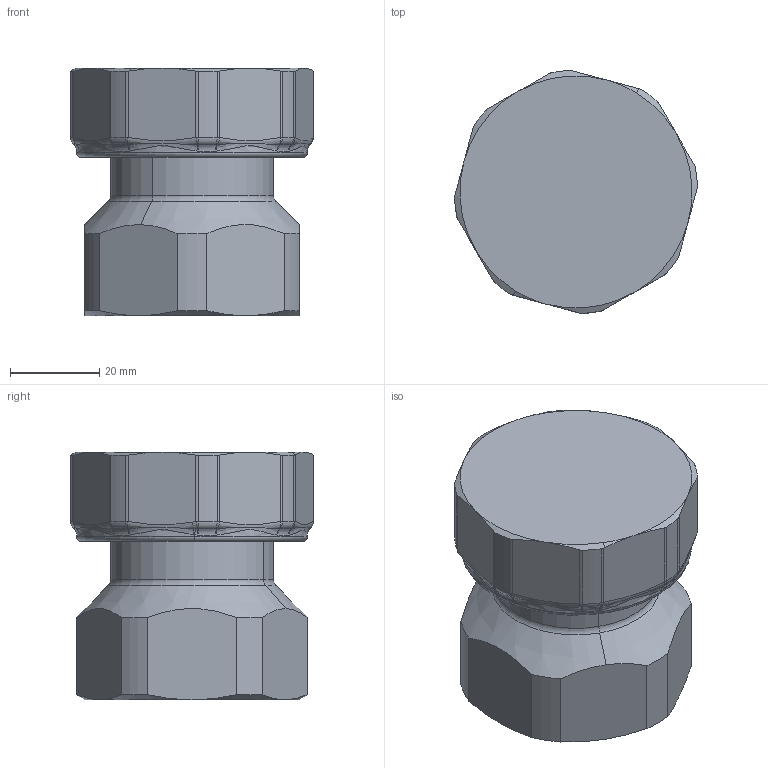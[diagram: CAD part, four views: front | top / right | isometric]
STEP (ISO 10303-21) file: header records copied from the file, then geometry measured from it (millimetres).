
FILE_DESCRIPTION(('CATIA V5 STEP Exchange'),'2;1');
FILE_NAME('F49647 (STP).stp','2016-02-16T14:04:30+00:00',('none'),('none'),'Version 5-6 Release 2012','CATIA V5 STEP AP203','none');
FILE_SCHEMA(('CONFIG_CONTROL_DESIGN'));
Length unit declared in the file: millimetre
Products named in the file (1): F49647 - TST
Bounding box: 54.42 x 54.42 x 55.5 mm (x, y, z)
Volume: 107201.1 mm3; surface area: 19699.2 mm2
Topology: 3 solids, 3 shells, 171 faces, 388 edges, 226 vertices
Faces by surface type: cylinder 44, bspline 38, cone 26, torus 24, plane 23, sphere 16
Entity records: 6976 total; most frequent: CARTESIAN_POINT 3781, ORIENTED_EDGE 776, DIRECTION 402, EDGE_CURVE 388, AXIS2_PLACEMENT_3D 242, VERTEX_POINT 226, EDGE_LOOP 176, ADVANCED_FACE 171
